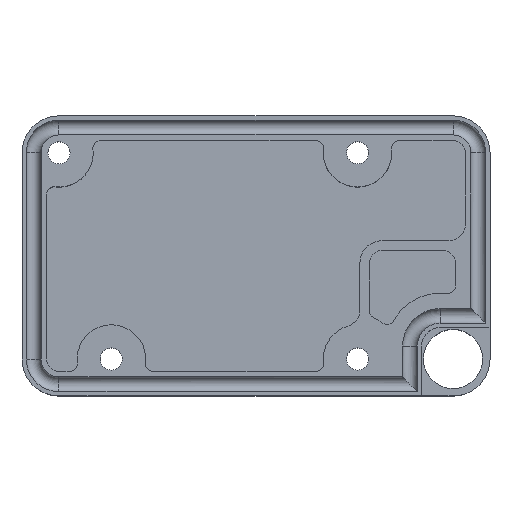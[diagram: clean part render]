
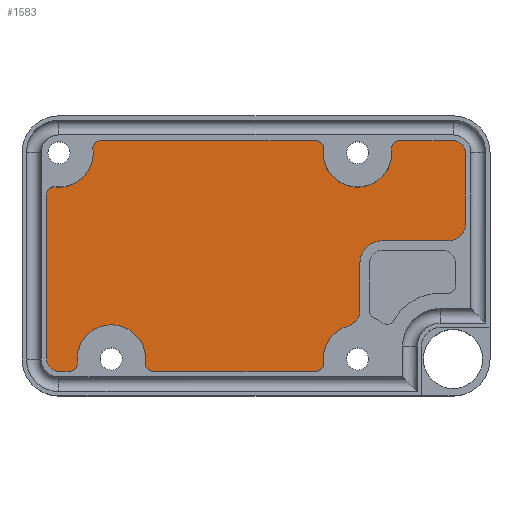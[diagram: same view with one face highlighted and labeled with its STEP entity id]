
A CAD part, top view. The second image highlights one B-rep face of the part: STEP entity #1583.
In plain terms, the highlighted planar face has unit normal (0, 0, 1).
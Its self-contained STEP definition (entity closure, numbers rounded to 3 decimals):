
#155=FACE_OUTER_BOUND('',#249,.T.);
#249=EDGE_LOOP('',(#1121,#1122,#1123,#1124,#1125,#1126,#1127,#1128,#1129, 
#1130,#1131,#1132,#1133,#1134,#1135,#1136,#1137,#1138,#1139,#1140,#1141, 
#1142,#1143,#1144));
#355=LINE('',#2440,#490);
#356=LINE('',#2444,#491);
#357=LINE('',#2448,#492);
#358=LINE('',#2452,#493);
#359=LINE('',#2460,#494);
#360=LINE('',#2468,#495);
#361=LINE('',#2472,#496);
#362=LINE('',#2480,#497);
#490=VECTOR('',#1930,10.);
#491=VECTOR('',#1933,10.);
#492=VECTOR('',#1936,10.);
#493=VECTOR('',#1939,10.);
#494=VECTOR('',#1946,10.);
#495=VECTOR('',#1953,10.);
#496=VECTOR('',#1956,10.);
#497=VECTOR('',#1963,10.);
#621=CIRCLE('',#1701,6.);
#622=CIRCLE('',#1702,4.5);
#623=CIRCLE('',#1703,3.303);
#624=CIRCLE('',#1704,2.);
#625=CIRCLE('',#1705,9.27);
#626=CIRCLE('',#1706,2.);
#627=CIRCLE('',#1707,2.);
#628=CIRCLE('',#1708,9.27);
#629=CIRCLE('',#1709,2.);
#630=CIRCLE('',#1710,3.303);
#631=CIRCLE('',#1711,2.);
#632=CIRCLE('',#1712,9.27);
#633=CIRCLE('',#1713,2.);
#634=CIRCLE('',#1714,2.);
#635=CIRCLE('',#1715,9.27);
#636=CIRCLE('',#1716,4.5);
#726=VERTEX_POINT('',#2438);
#727=VERTEX_POINT('',#2439);
#728=VERTEX_POINT('',#2441);
#729=VERTEX_POINT('',#2443);
#730=VERTEX_POINT('',#2445);
#731=VERTEX_POINT('',#2447);
#732=VERTEX_POINT('',#2449);
#733=VERTEX_POINT('',#2451);
#734=VERTEX_POINT('',#2453);
#735=VERTEX_POINT('',#2455);
#736=VERTEX_POINT('',#2457);
#737=VERTEX_POINT('',#2459);
#738=VERTEX_POINT('',#2461);
#739=VERTEX_POINT('',#2463);
#740=VERTEX_POINT('',#2465);
#741=VERTEX_POINT('',#2467);
#742=VERTEX_POINT('',#2469);
#743=VERTEX_POINT('',#2471);
#744=VERTEX_POINT('',#2473);
#745=VERTEX_POINT('',#2475);
#746=VERTEX_POINT('',#2477);
#747=VERTEX_POINT('',#2479);
#748=VERTEX_POINT('',#2481);
#749=VERTEX_POINT('',#2483);
#880=EDGE_CURVE('',#726,#727,#355,.T.);
#881=EDGE_CURVE('',#728,#726,#621,.T.);
#882=EDGE_CURVE('',#729,#728,#356,.T.);
#883=EDGE_CURVE('',#730,#729,#622,.T.);
#884=EDGE_CURVE('',#731,#730,#357,.T.);
#885=EDGE_CURVE('',#732,#731,#623,.T.);
#886=EDGE_CURVE('',#733,#732,#358,.T.);
#887=EDGE_CURVE('',#734,#733,#624,.T.);
#888=EDGE_CURVE('',#735,#734,#625,.T.);
#889=EDGE_CURVE('',#736,#735,#626,.T.);
#890=EDGE_CURVE('',#737,#736,#359,.T.);
#891=EDGE_CURVE('',#738,#737,#627,.T.);
#892=EDGE_CURVE('',#739,#738,#628,.T.);
#893=EDGE_CURVE('',#740,#739,#629,.T.);
#894=EDGE_CURVE('',#741,#740,#360,.T.);
#895=EDGE_CURVE('',#742,#741,#630,.T.);
#896=EDGE_CURVE('',#743,#742,#361,.T.);
#897=EDGE_CURVE('',#744,#743,#631,.T.);
#898=EDGE_CURVE('',#745,#744,#632,.T.);
#899=EDGE_CURVE('',#746,#745,#633,.T.);
#900=EDGE_CURVE('',#747,#746,#362,.T.);
#901=EDGE_CURVE('',#748,#747,#634,.T.);
#902=EDGE_CURVE('',#749,#748,#635,.T.);
#903=EDGE_CURVE('',#727,#749,#636,.T.);
#1121=ORIENTED_EDGE('',*,*,#880,.F.);
#1122=ORIENTED_EDGE('',*,*,#881,.F.);
#1123=ORIENTED_EDGE('',*,*,#882,.F.);
#1124=ORIENTED_EDGE('',*,*,#883,.F.);
#1125=ORIENTED_EDGE('',*,*,#884,.F.);
#1126=ORIENTED_EDGE('',*,*,#885,.F.);
#1127=ORIENTED_EDGE('',*,*,#886,.F.);
#1128=ORIENTED_EDGE('',*,*,#887,.F.);
#1129=ORIENTED_EDGE('',*,*,#888,.F.);
#1130=ORIENTED_EDGE('',*,*,#889,.F.);
#1131=ORIENTED_EDGE('',*,*,#890,.F.);
#1132=ORIENTED_EDGE('',*,*,#891,.F.);
#1133=ORIENTED_EDGE('',*,*,#892,.F.);
#1134=ORIENTED_EDGE('',*,*,#893,.F.);
#1135=ORIENTED_EDGE('',*,*,#894,.F.);
#1136=ORIENTED_EDGE('',*,*,#895,.F.);
#1137=ORIENTED_EDGE('',*,*,#896,.F.);
#1138=ORIENTED_EDGE('',*,*,#897,.F.);
#1139=ORIENTED_EDGE('',*,*,#898,.F.);
#1140=ORIENTED_EDGE('',*,*,#899,.F.);
#1141=ORIENTED_EDGE('',*,*,#900,.F.);
#1142=ORIENTED_EDGE('',*,*,#901,.F.);
#1143=ORIENTED_EDGE('',*,*,#902,.F.);
#1144=ORIENTED_EDGE('',*,*,#903,.F.);
#1544=PLANE('',#1700);
#1583=ADVANCED_FACE('',(#155),#1544,.F.);
#1700=AXIS2_PLACEMENT_3D('',#2437,#1928,#1929);
#1701=AXIS2_PLACEMENT_3D('',#2442,#1931,#1932);
#1702=AXIS2_PLACEMENT_3D('',#2446,#1934,#1935);
#1703=AXIS2_PLACEMENT_3D('',#2450,#1937,#1938);
#1704=AXIS2_PLACEMENT_3D('',#2454,#1940,#1941);
#1705=AXIS2_PLACEMENT_3D('',#2456,#1942,#1943);
#1706=AXIS2_PLACEMENT_3D('',#2458,#1944,#1945);
#1707=AXIS2_PLACEMENT_3D('',#2462,#1947,#1948);
#1708=AXIS2_PLACEMENT_3D('',#2464,#1949,#1950);
#1709=AXIS2_PLACEMENT_3D('',#2466,#1951,#1952);
#1710=AXIS2_PLACEMENT_3D('',#2470,#1954,#1955);
#1711=AXIS2_PLACEMENT_3D('',#2474,#1957,#1958);
#1712=AXIS2_PLACEMENT_3D('',#2476,#1959,#1960);
#1713=AXIS2_PLACEMENT_3D('',#2478,#1961,#1962);
#1714=AXIS2_PLACEMENT_3D('',#2482,#1964,#1965);
#1715=AXIS2_PLACEMENT_3D('',#2484,#1966,#1967);
#1716=AXIS2_PLACEMENT_3D('',#2485,#1968,#1969);
#1928=DIRECTION('center_axis',(0.,0.,-1.));
#1929=DIRECTION('ref_axis',(-1.,0.,0.));
#1930=DIRECTION('',(0.,-1.,0.));
#1931=DIRECTION('center_axis',(0.,0.,1.));
#1932=DIRECTION('ref_axis',(-1.,0.,0.));
#1933=DIRECTION('',(-1.,0.,0.));
#1934=DIRECTION('center_axis',(0.,0.,-1.));
#1935=DIRECTION('ref_axis',(0.707,-0.707,0.));
#1936=DIRECTION('',(0.,-1.,0.));
#1937=DIRECTION('center_axis',(0.,0.,-1.));
#1938=DIRECTION('ref_axis',(0.,1.,0.));
#1939=DIRECTION('',(1.,0.,0.));
#1940=DIRECTION('center_axis',(0.,0.,-1.));
#1941=DIRECTION('ref_axis',(-0.993,-0.116,0.));
#1942=DIRECTION('center_axis',(0.,0.,1.));
#1943=DIRECTION('ref_axis',(0.993,0.116,0.));
#1944=DIRECTION('center_axis',(0.,0.,-1.));
#1945=DIRECTION('ref_axis',(0.,1.,0.));
#1946=DIRECTION('',(1.,0.,0.));
#1947=DIRECTION('center_axis',(0.,0.,-1.));
#1948=DIRECTION('ref_axis',(-0.993,-0.116,0.));
#1949=DIRECTION('center_axis',(0.,0.,1.));
#1950=DIRECTION('ref_axis',(0.993,0.116,0.));
#1951=DIRECTION('center_axis',(0.,0.,-1.));
#1952=DIRECTION('ref_axis',(-1.,0.,0.));
#1953=DIRECTION('',(0.,1.,0.));
#1954=DIRECTION('center_axis',(0.,0.,-1.));
#1955=DIRECTION('ref_axis',(0.,-1.,0.));
#1956=DIRECTION('',(-1.,0.,0.));
#1957=DIRECTION('center_axis',(0.,0.,-1.));
#1958=DIRECTION('ref_axis',(0.993,0.116,0.));
#1959=DIRECTION('center_axis',(0.,0.,1.));
#1960=DIRECTION('ref_axis',(-0.993,-0.116,0.));
#1961=DIRECTION('center_axis',(0.,0.,-1.));
#1962=DIRECTION('ref_axis',(0.,-1.,0.));
#1963=DIRECTION('',(-1.,0.,0.));
#1964=DIRECTION('center_axis',(0.,0.,-1.));
#1965=DIRECTION('ref_axis',(0.993,0.116,0.));
#1966=DIRECTION('center_axis',(0.,0.,1.));
#1967=DIRECTION('ref_axis',(-0.993,-0.116,0.));
#1968=DIRECTION('center_axis',(0.,0.,-1.));
#1969=DIRECTION('ref_axis',(0.8,-0.6,0.));
#2437=CARTESIAN_POINT('Origin',(63.341,-37.905,22.));
#2438=CARTESIAN_POINT('',(91.485,-39.804,22.));
#2439=CARTESIAN_POINT('',(91.485,-52.586,22.));
#2440=CARTESIAN_POINT('',(91.485,-47.233,22.));
#2441=CARTESIAN_POINT('',(97.485,-33.804,22.));
#2442=CARTESIAN_POINT('Origin',(97.485,-39.804,22.));
#2443=CARTESIAN_POINT('',(115.484,-33.804,22.));
#2444=CARTESIAN_POINT('',(80.413,-33.804,22.));
#2445=CARTESIAN_POINT('',(119.984,-29.304,22.));
#2446=CARTESIAN_POINT('Origin',(115.484,-29.304,22.));
#2447=CARTESIAN_POINT('',(119.984,-10.,22.));
#2448=CARTESIAN_POINT('',(119.984,-43.258,22.));
#2449=CARTESIAN_POINT('',(116.681,-6.697,22.));
#2450=CARTESIAN_POINT('Origin',(116.681,-10.,22.));
#2451=CARTESIAN_POINT('',(102.023,-6.697,22.));
#2452=CARTESIAN_POINT('',(90.011,-6.697,22.));
#2453=CARTESIAN_POINT('',(100.036,-8.928,22.));
#2454=CARTESIAN_POINT('Origin',(102.023,-8.697,22.));
#2455=CARTESIAN_POINT('',(81.62,-8.928,22.));
#2456=CARTESIAN_POINT('Origin',(90.828,-10.,22.));
#2457=CARTESIAN_POINT('',(79.633,-6.697,22.));
#2458=CARTESIAN_POINT('Origin',(79.633,-8.697,22.));
#2459=CARTESIAN_POINT('',(21.195,-6.697,22.));
#2460=CARTESIAN_POINT('',(71.487,-6.697,22.));
#2461=CARTESIAN_POINT('',(19.208,-8.928,22.));
#2462=CARTESIAN_POINT('Origin',(21.195,-8.697,22.));
#2463=CARTESIAN_POINT('',(8.928,-19.208,22.));
#2464=CARTESIAN_POINT('Origin',(10.,-10.,22.));
#2465=CARTESIAN_POINT('',(6.697,-21.195,22.));
#2466=CARTESIAN_POINT('Origin',(8.697,-21.195,22.));
#2467=CARTESIAN_POINT('',(6.697,-65.809,22.));
#2468=CARTESIAN_POINT('',(6.697,-29.55,22.));
#2469=CARTESIAN_POINT('',(10.,-69.112,22.));
#2470=CARTESIAN_POINT('Origin',(10.,-65.809,22.));
#2471=CARTESIAN_POINT('',(13.001,-69.112,22.));
#2472=CARTESIAN_POINT('',(36.67,-69.112,22.));
#2473=CARTESIAN_POINT('',(14.988,-66.881,22.));
#2474=CARTESIAN_POINT('Origin',(13.001,-67.112,22.));
#2475=CARTESIAN_POINT('',(33.404,-66.881,22.));
#2476=CARTESIAN_POINT('Origin',(24.196,-65.809,22.));
#2477=CARTESIAN_POINT('',(35.391,-69.112,22.));
#2478=CARTESIAN_POINT('Origin',(35.391,-67.112,22.));
#2479=CARTESIAN_POINT('',(79.633,-69.112,22.));
#2480=CARTESIAN_POINT('',(49.366,-69.112,22.));
#2481=CARTESIAN_POINT('',(81.62,-66.881,22.));
#2482=CARTESIAN_POINT('Origin',(79.633,-67.112,22.));
#2483=CARTESIAN_POINT('',(88.241,-56.907,22.));
#2484=CARTESIAN_POINT('Origin',(90.828,-65.809,22.));
#2485=CARTESIAN_POINT('Origin',(86.985,-52.586,22.));
